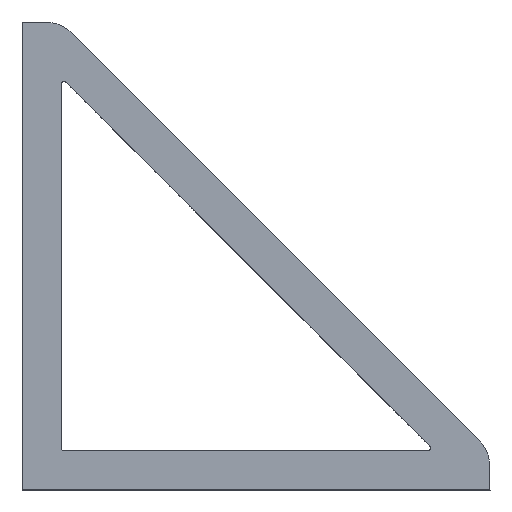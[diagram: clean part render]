
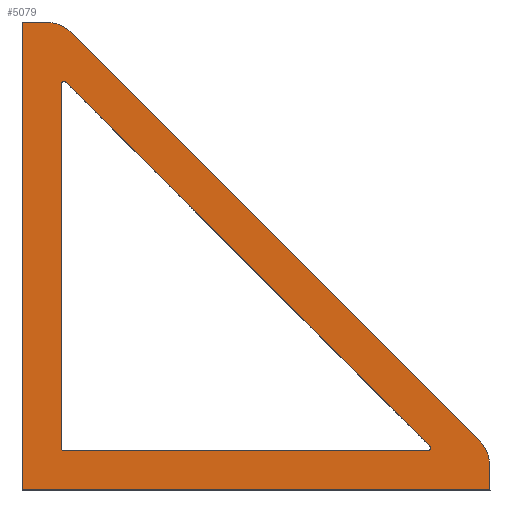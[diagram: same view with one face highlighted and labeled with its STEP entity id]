
A CAD part, left-side view. The second image highlights one B-rep face of the part: STEP entity #5079.
In plain terms, the highlighted planar face has unit normal (-1, 0, 0).
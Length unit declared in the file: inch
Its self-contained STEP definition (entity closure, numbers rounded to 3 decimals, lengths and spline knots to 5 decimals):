
#189=CARTESIAN_POINT('',(-3.0,-2.36816,0.));
#190=VERTEX_POINT('',#189);
#199=CARTESIAN_POINT('',(-3.,-2.3623,0.01414));
#200=VERTEX_POINT('',#199);
#201=CARTESIAN_POINT('',(-3.0,-2.34816,0.));
#202=DIRECTION('',(-1.0,0.0,0.0));
#203=DIRECTION('',(0.0,-1.0,0.0));
#204=AXIS2_PLACEMENT_3D('',#201,#202,#203);
#205=CIRCLE('',#204,0.02);
#206=EDGE_CURVE('',#190,#200,#205,.T.);
#4298=CARTESIAN_POINT('',(-3.,-0.03414,2.3423));
#4299=VERTEX_POINT('',#4298);
#4306=CARTESIAN_POINT('',(-3.,0.0,2.32816));
#4307=VERTEX_POINT('',#4306);
#4308=CARTESIAN_POINT('',(-3.,-0.02,2.32816));
#4309=DIRECTION('',(-1.0,0.0,0.0));
#4310=DIRECTION('',(0.0,-1.0,0.0));
#4311=AXIS2_PLACEMENT_3D('',#4308,#4309,#4310);
#4312=CIRCLE('',#4311,0.02);
#4313=EDGE_CURVE('',#4299,#4307,#4312,.T.);
#4390=CARTESIAN_POINT('',(-3.,-2.34816,-0.02));
#4391=VERTEX_POINT('',#4390);
#4398=CARTESIAN_POINT('',(-3.0,-2.34816,0.));
#4399=DIRECTION('',(-1.0,0.0,0.0));
#4400=DIRECTION('',(0.0,-1.0,0.0));
#4401=AXIS2_PLACEMENT_3D('',#4398,#4399,#4400);
#4402=CIRCLE('',#4401,0.02);
#4403=EDGE_CURVE('',#4391,#190,#4402,.T.);
#4451=CARTESIAN_POINT('',(-3.,-2.3623,0.01414));
#4452=DIRECTION('',(0.,0.707,0.707));
#4453=VECTOR('',#4452,3.29252);
#4454=LINE('',#4451,#4453);
#4455=EDGE_CURVE('',#200,#4299,#4454,.T.);
#4501=CARTESIAN_POINT('',(-3.0,-0.02,-0.02));
#4502=VERTEX_POINT('',#4501);
#4509=CARTESIAN_POINT('',(-3.0,-0.02,-0.02));
#4510=DIRECTION('',(0.0,-1.0,0.0));
#4511=VECTOR('',#4510,2.32816);
#4512=LINE('',#4509,#4511);
#4513=EDGE_CURVE('',#4502,#4391,#4512,.T.);
#4582=CARTESIAN_POINT('',(-3.,-2.75,-0.12355));
#4583=VERTEX_POINT('',#4582);
#4590=CARTESIAN_POINT('',(-3.,-2.75,-0.27));
#4591=VERTEX_POINT('',#4590);
#4592=CARTESIAN_POINT('',(-3.,-2.75,-0.12355));
#4593=DIRECTION('',(0.0,0.0,-1.0));
#4594=VECTOR('',#4593,0.14645);
#4595=LINE('',#4592,#4594);
#4596=EDGE_CURVE('',#4583,#4591,#4595,.T.);
#4621=CARTESIAN_POINT('',(-3.,-2.67678,0.05322));
#4622=VERTEX_POINT('',#4621);
#4629=CARTESIAN_POINT('',(-3.0,-2.5,-0.12355));
#4630=DIRECTION('',(1.0,0.0,0.0));
#4631=DIRECTION('',(0.0,-1.0,0.0));
#4632=AXIS2_PLACEMENT_3D('',#4629,#4630,#4631);
#4633=CIRCLE('',#4632,0.25);
#4634=EDGE_CURVE('',#4622,#4583,#4633,.T.);
#4653=CARTESIAN_POINT('',(-3.,-0.07322,2.65678));
#4654=VERTEX_POINT('',#4653);
#4661=CARTESIAN_POINT('',(-3.,-0.07322,2.65678));
#4662=DIRECTION('',(0.,-0.707,-0.707));
#4663=VECTOR('',#4662,3.68198);
#4664=LINE('',#4661,#4663);
#4665=EDGE_CURVE('',#4654,#4622,#4664,.T.);
#4741=CARTESIAN_POINT('',(-3.,0.10355,2.73));
#4742=VERTEX_POINT('',#4741);
#4749=CARTESIAN_POINT('',(-3.,0.10355,2.48));
#4750=DIRECTION('',(1.0,0.0,0.0));
#4751=DIRECTION('',(0.0,-1.0,0.0));
#4752=AXIS2_PLACEMENT_3D('',#4749,#4750,#4751);
#4753=CIRCLE('',#4752,0.25);
#4754=EDGE_CURVE('',#4742,#4654,#4753,.T.);
#4773=CARTESIAN_POINT('',(-3.,0.25,2.73));
#4774=VERTEX_POINT('',#4773);
#4781=CARTESIAN_POINT('',(-3.,0.25,2.73));
#4782=DIRECTION('',(0.0,-1.0,0.0));
#4783=VECTOR('',#4782,0.14645);
#4784=LINE('',#4781,#4783);
#4785=EDGE_CURVE('',#4774,#4742,#4784,.T.);
#4804=CARTESIAN_POINT('',(-3.0,0.25,-0.27));
#4805=VERTEX_POINT('',#4804);
#4812=CARTESIAN_POINT('',(-3.0,0.25,-0.27));
#4813=DIRECTION('',(0.0,0.0,1.0));
#4814=VECTOR('',#4813,3.0);
#4815=LINE('',#4812,#4814);
#4816=EDGE_CURVE('',#4805,#4774,#4815,.T.);
#4866=CARTESIAN_POINT('',(-3.,-2.75,-0.27));
#4867=DIRECTION('',(0.0,1.0,0.0));
#4868=VECTOR('',#4867,3.0);
#4869=LINE('',#4866,#4868);
#4870=EDGE_CURVE('',#4591,#4805,#4869,.T.);
#4934=CARTESIAN_POINT('',(-3.0,0.0,0.));
#4935=VERTEX_POINT('',#4934);
#4942=CARTESIAN_POINT('',(-3.0,-0.02,0.));
#4943=DIRECTION('',(-1.0,0.0,0.0));
#4944=DIRECTION('',(0.0,-1.0,0.0));
#4945=AXIS2_PLACEMENT_3D('',#4942,#4943,#4944);
#4946=CIRCLE('',#4945,0.02);
#4947=EDGE_CURVE('',#4935,#4502,#4946,.T.);
#4970=CARTESIAN_POINT('',(-3.,0.0,2.32816));
#4971=DIRECTION('',(0.0,0.0,-1.0));
#4972=VECTOR('',#4971,2.32816);
#4973=LINE('',#4970,#4972);
#4974=EDGE_CURVE('',#4307,#4935,#4973,.T.);
#5056=CARTESIAN_POINT('',(-3.,-2.75,-0.27));
#5057=DIRECTION('',(-1.0,0.0,0.0));
#5058=DIRECTION('',(0.0,0.0,-1.0));
#5059=AXIS2_PLACEMENT_3D('',#5056,#5057,#5058);
#5060=PLANE('',#5059);
#5061=ORIENTED_EDGE('',*,*,#4870,.F.);
#5062=ORIENTED_EDGE('',*,*,#4596,.F.);
#5063=ORIENTED_EDGE('',*,*,#4634,.F.);
#5064=ORIENTED_EDGE('',*,*,#4665,.F.);
#5065=ORIENTED_EDGE('',*,*,#4754,.F.);
#5066=ORIENTED_EDGE('',*,*,#4785,.F.);
#5067=ORIENTED_EDGE('',*,*,#4816,.F.);
#5068=EDGE_LOOP('',(#5061,#5062,#5063,#5064,#5065,#5066,#5067));
#5069=FACE_OUTER_BOUND('',#5068,.T.);
#5070=ORIENTED_EDGE('',*,*,#4313,.F.);
#5071=ORIENTED_EDGE('',*,*,#4455,.F.);
#5072=ORIENTED_EDGE('',*,*,#206,.F.);
#5073=ORIENTED_EDGE('',*,*,#4403,.F.);
#5074=ORIENTED_EDGE('',*,*,#4513,.F.);
#5075=ORIENTED_EDGE('',*,*,#4947,.F.);
#5076=ORIENTED_EDGE('',*,*,#4974,.F.);
#5077=EDGE_LOOP('',(#5070,#5071,#5072,#5073,#5074,#5075,#5076));
#5078=FACE_BOUND('',#5077,.T.);
#5079=ADVANCED_FACE('',(#5069,#5078),#5060,.T.);
